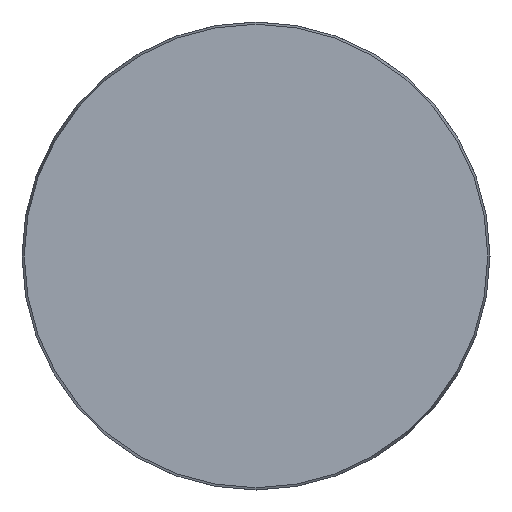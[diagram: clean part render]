
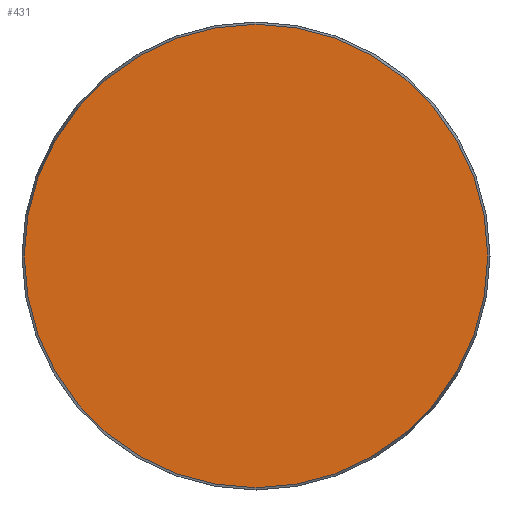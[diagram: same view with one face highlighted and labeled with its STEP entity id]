
A CAD part, front view. The second image highlights one B-rep face of the part: STEP entity #431.
In plain terms, the highlighted planar face has unit normal (0, -1, 0).
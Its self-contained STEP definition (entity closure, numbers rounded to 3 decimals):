
#109 = DIRECTION ( 'NONE',  ( 0., 0., 1. ) ) ;
#183 = EDGE_CURVE ( 'NONE', #376, #376, #503, .T. ) ;
#201 = ORIENTED_EDGE ( 'NONE', *, *, #183, .T. ) ;
#214 = CARTESIAN_POINT ( 'NONE',  ( 0., 0., 0. ) ) ;
#252 = DIRECTION ( 'NONE',  ( 0., -1., 0. ) ) ;
#279 = EDGE_LOOP ( 'NONE', ( #201 ) ) ;
#289 = AXIS2_PLACEMENT_3D ( 'NONE', #489, #532, #109 ) ;
#292 = DIRECTION ( 'NONE',  ( 0., 0., -1. ) ) ;
#295 = AXIS2_PLACEMENT_3D ( 'NONE', #214, #252, #292 ) ;
#323 = FACE_OUTER_BOUND ( 'NONE', #279, .T. ) ;
#376 = VERTEX_POINT ( 'NONE', #538 ) ;
#431 = ADVANCED_FACE ( 'NONE', ( #323 ), #491, .F. ) ;
#489 = CARTESIAN_POINT ( 'NONE',  ( -58.425, 0., 0. ) ) ;
#491 = PLANE ( 'NONE',  #289 ) ;
#503 = CIRCLE ( 'NONE', #295, 58.425 ) ;
#532 = DIRECTION ( 'NONE',  ( 0., 1., 0. ) ) ;
#538 = CARTESIAN_POINT ( 'NONE',  ( 0., 0., -58.425 ) ) ;
